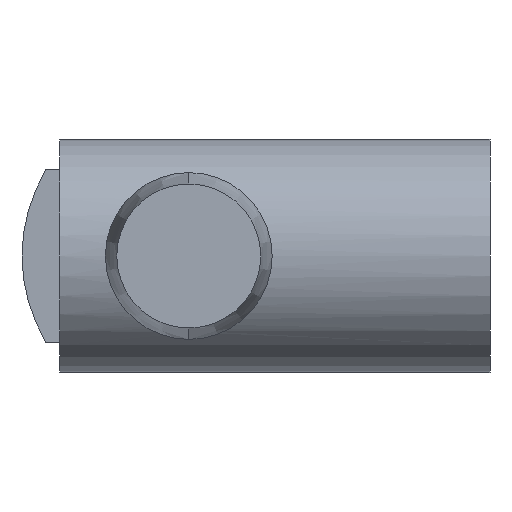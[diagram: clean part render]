
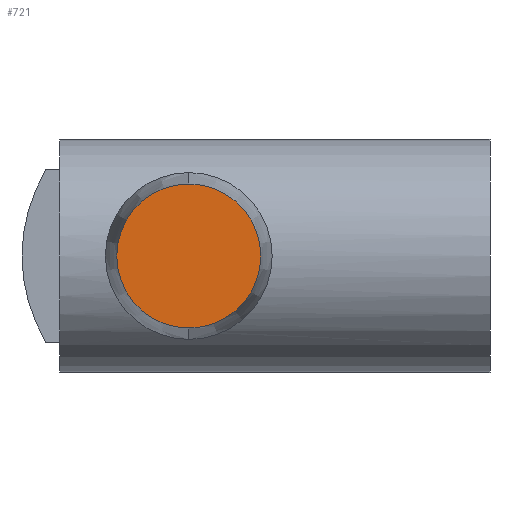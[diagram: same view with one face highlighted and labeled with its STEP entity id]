
A CAD part, left-side view. The second image highlights one B-rep face of the part: STEP entity #721.
In plain terms, the highlighted planar face has unit normal (-1, 0, 0).
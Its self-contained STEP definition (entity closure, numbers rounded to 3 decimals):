
#4 = EDGE_CURVE ( 'NONE', #622, #1088, #1181, .T. ) ;
#150 = CIRCLE ( 'NONE', #1024, 3.346 ) ;
#162 = DIRECTION ( 'NONE',  ( -1., 0., 0. ) ) ;
#241 = DIRECTION ( 'NONE',  ( 1., 0., 0. ) ) ;
#246 = PLANE ( 'NONE',  #1164 ) ;
#259 = DIRECTION ( 'NONE',  ( 0., 0., 1. ) ) ;
#469 = EDGE_LOOP ( 'NONE', ( #673, #1004 ) ) ;
#521 = DIRECTION ( 'NONE',  ( 0., 0., -1. ) ) ;
#622 = VERTEX_POINT ( 'NONE', #1201 ) ;
#673 = ORIENTED_EDGE ( 'NONE', *, *, #4, .F. ) ;
#703 = EDGE_CURVE ( 'NONE', #1088, #622, #150, .T. ) ;
#721 = ADVANCED_FACE ( 'NONE', ( #779 ), #246, .T. ) ;
#733 = CARTESIAN_POINT ( 'NONE',  ( -39.8, 0., 0. ) ) ;
#779 = FACE_OUTER_BOUND ( 'NONE', #469, .T. ) ;
#828 = DIRECTION ( 'NONE',  ( 1., 0., 0. ) ) ;
#905 = CARTESIAN_POINT ( 'NONE',  ( -39.8, 0., 0. ) ) ;
#906 = CARTESIAN_POINT ( 'NONE',  ( -39.8, -1.673, 0. ) ) ;
#920 = DIRECTION ( 'NONE',  ( 0., 0., -1. ) ) ;
#1004 = ORIENTED_EDGE ( 'NONE', *, *, #703, .F. ) ;
#1005 = CARTESIAN_POINT ( 'NONE',  ( -39.8, 0., 3.346 ) ) ;
#1012 = AXIS2_PLACEMENT_3D ( 'NONE', #905, #241, #521 ) ;
#1024 = AXIS2_PLACEMENT_3D ( 'NONE', #733, #828, #920 ) ;
#1088 = VERTEX_POINT ( 'NONE', #1005 ) ;
#1164 = AXIS2_PLACEMENT_3D ( 'NONE', #906, #162, #259 ) ;
#1181 = CIRCLE ( 'NONE', #1012, 3.346 ) ;
#1201 = CARTESIAN_POINT ( 'NONE',  ( -39.8, 0., -3.346 ) ) ;
